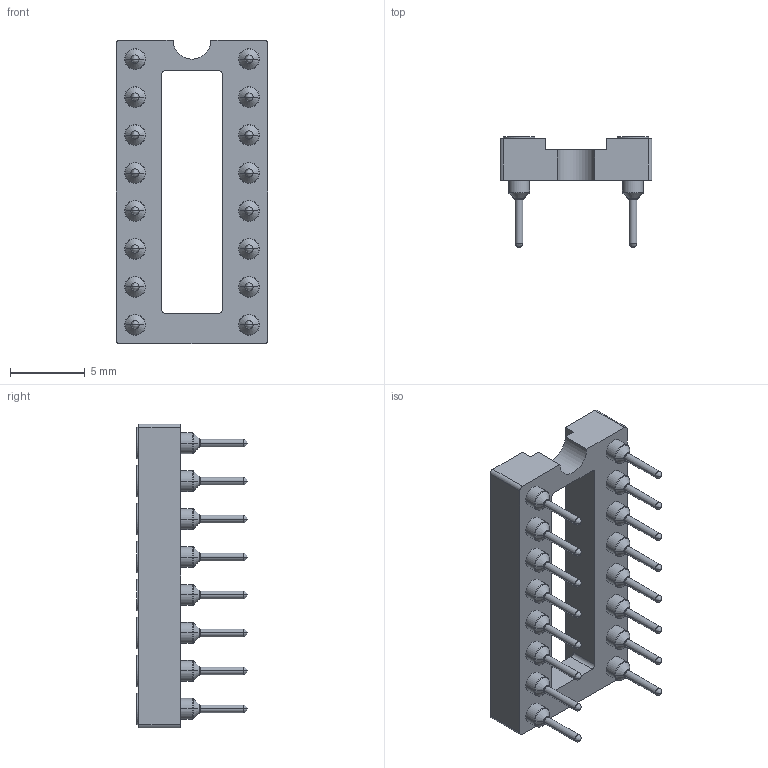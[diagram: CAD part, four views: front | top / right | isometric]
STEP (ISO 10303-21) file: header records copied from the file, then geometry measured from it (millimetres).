
FILE_DESCRIPTION (( 'STEP AP214' ), '1' );
FILE_NAME ('User Library-DIPS762W51P254L2032H419Q16_DIP_Socket_16_.300.STEP', '2018-06-24T11:24:41', ( '' ), ( '' ), 'SwSTEP 2.0', 'SolidWorks 2018', '' );
FILE_SCHEMA (( 'AUTOMOTIVE_DESIGN' ));
Length unit declared in the file: inch
Products named in the file (1): User Library-DIPS762W51P254L2032H419Q16_DIP_Socket_16_.300
Bounding box: 10.16 x 7.37 x 20.32 mm (x, y, z)
Volume: 393.3 mm3; surface area: 809.8 mm2
Topology: 1 solids, 1 shells, 375 faces, 882 edges, 492 vertices
Faces by surface type: cylinder 137, bspline 128, cone 64, plane 46
Entity records: 18477 total; most frequent: CARTESIAN_POINT 5750, ORIENTED_EDGE 1636, DIRECTION 1636, EDGE_CURVE 818, AXIS2_PLACEMENT_3D 698, VERTEX_POINT 492, CIRCLE 450, EDGE_LOOP 424
